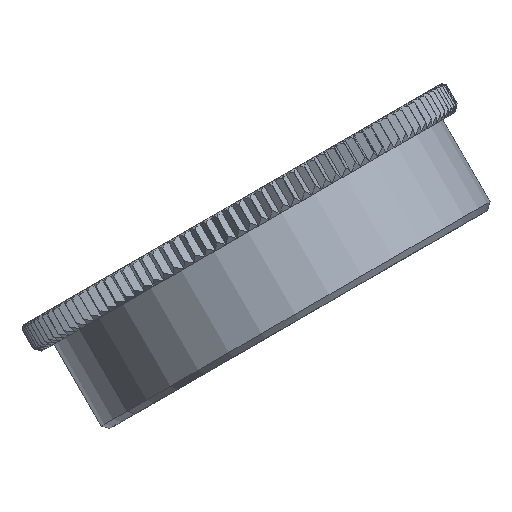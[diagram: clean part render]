
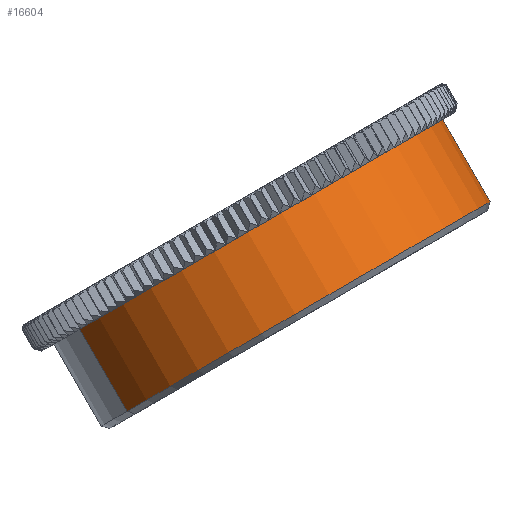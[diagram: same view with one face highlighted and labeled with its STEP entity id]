
A CAD part, isometric view. The second image highlights one B-rep face of the part: STEP entity #16604.
In plain terms, the highlighted cylindrical face has radius 14.2 mm (diameter 28.4 mm), a partial arc.
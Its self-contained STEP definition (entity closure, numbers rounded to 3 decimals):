
#286 = VECTOR ( 'NONE', #26062, 1000. ) ;
#1632 = EDGE_LOOP ( 'NONE', ( #16628, #18998, #2059, #22608 ) ) ;
#2059 = ORIENTED_EDGE ( 'NONE', *, *, #33579, .T. ) ;
#2529 = DIRECTION ( 'NONE',  ( 0., 0.707, 0.707 ) ) ;
#3150 = VERTEX_POINT ( 'NONE', #8229 ) ;
#3507 = AXIS2_PLACEMENT_3D ( 'NONE', #23713, #41888, #31798 ) ;
#4808 = CARTESIAN_POINT ( 'NONE',  ( 7.265, 8.026, 2.816 ) ) ;
#7271 = CARTESIAN_POINT ( 'NONE',  ( -6.872, 4.445, -2.654 ) ) ;
#7924 = LINE ( 'NONE', #39198, #286 ) ;
#8229 = CARTESIAN_POINT ( 'NONE',  ( -21.009, 5.673, -3.316 ) ) ;
#10419 = CARTESIAN_POINT ( 'NONE',  ( 7.265, 3.784, -1.427 ) ) ;
#10967 = VECTOR ( 'NONE', #50728, 1000. ) ;
#11043 = EDGE_CURVE ( 'NONE', #3150, #14968, #7924, .T. ) ;
#12062 = CIRCLE ( 'NONE', #3507, 14.2 ) ;
#13195 = AXIS2_PLACEMENT_3D ( 'NONE', #7271, #2529, #51669 ) ;
#14660 = CARTESIAN_POINT ( 'NONE',  ( 7.265, 3.501, -1.71 ) ) ;
#14968 = VERTEX_POINT ( 'NONE', #45428 ) ;
#16604 = ADVANCED_FACE ( 'NONE', ( #38533 ), #56427, .T. ) ;
#16628 = ORIENTED_EDGE ( 'NONE', *, *, #11043, .F. ) ;
#18998 = ORIENTED_EDGE ( 'NONE', *, *, #41842, .T. ) ;
#22608 = ORIENTED_EDGE ( 'NONE', *, *, #36995, .T. ) ;
#23713 = CARTESIAN_POINT ( 'NONE',  ( -6.872, 4.728, -2.371 ) ) ;
#26062 = DIRECTION ( 'NONE',  ( 0., 0.707, 0.707 ) ) ;
#27429 = CIRCLE ( 'NONE', #32146, 14.2 ) ;
#31798 = DIRECTION ( 'NONE',  ( -0.996, 0.067, -0.067 ) ) ;
#32146 = AXIS2_PLACEMENT_3D ( 'NONE', #52900, #39199, #43947 ) ;
#32256 = LINE ( 'NONE', #14660, #10967 ) ;
#33579 = EDGE_CURVE ( 'NONE', #37875, #58151, #32256, .T. ) ;
#36995 = EDGE_CURVE ( 'NONE', #58151, #14968, #27429, .T. ) ;
#37875 = VERTEX_POINT ( 'NONE', #10419 ) ;
#38533 = FACE_OUTER_BOUND ( 'NONE', #1632, .T. ) ;
#39198 = CARTESIAN_POINT ( 'NONE',  ( -21.009, 5.39, -3.599 ) ) ;
#39199 = DIRECTION ( 'NONE',  ( 0., -0.707, -0.707 ) ) ;
#41842 = EDGE_CURVE ( 'NONE', #3150, #37875, #12062, .T. ) ;
#41888 = DIRECTION ( 'NONE',  ( 0., 0.707, 0.707 ) ) ;
#43947 = DIRECTION ( 'NONE',  ( -0.996, 0.067, -0.067 ) ) ;
#45428 = CARTESIAN_POINT ( 'NONE',  ( -21.009, 9.915, 0.927 ) ) ;
#50728 = DIRECTION ( 'NONE',  ( 0., 0.707, 0.707 ) ) ;
#51669 = DIRECTION ( 'NONE',  ( 0.996, -0.067, 0.067 ) ) ;
#52900 = CARTESIAN_POINT ( 'NONE',  ( -6.872, 8.971, 1.871 ) ) ;
#56427 = CYLINDRICAL_SURFACE ( 'NONE', #13195, 14.2 ) ;
#58151 = VERTEX_POINT ( 'NONE', #4808 ) ;
